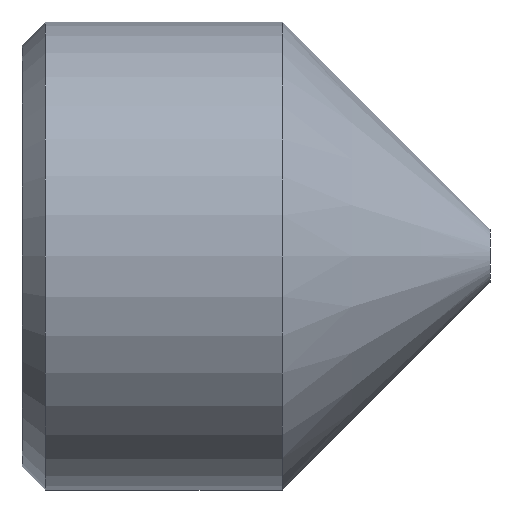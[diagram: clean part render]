
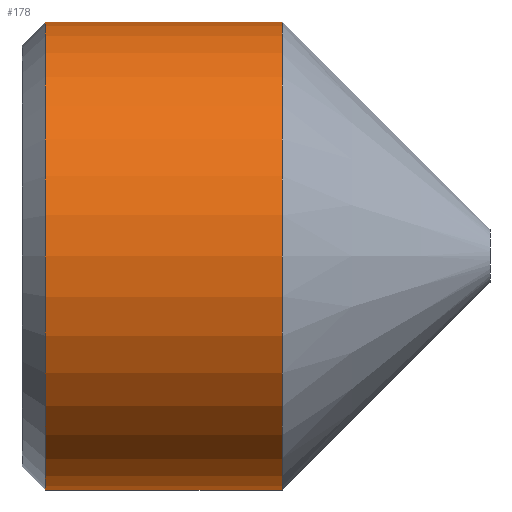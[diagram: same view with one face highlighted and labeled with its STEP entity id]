
A CAD part, front view. The second image highlights one B-rep face of the part: STEP entity #178.
In plain terms, the highlighted cylindrical face has radius 2 mm (diameter 4 mm), a partial arc.
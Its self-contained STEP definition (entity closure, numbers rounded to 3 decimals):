
#3 = CARTESIAN_POINT ( 'NONE',  ( 0., 0., 0. ) ) ;
#4 = LINE ( 'NONE', #380, #324 ) ;
#5 = EDGE_CURVE ( 'NONE', #196, #533, #21, .T. ) ;
#21 = CIRCLE ( 'NONE', #25, 2. ) ;
#25 = AXIS2_PLACEMENT_3D ( 'NONE', #511, #261, #74 ) ;
#47 = CARTESIAN_POINT ( 'NONE',  ( 2.225, 0., 2. ) ) ;
#59 = AXIS2_PLACEMENT_3D ( 'NONE', #104, #354, #67 ) ;
#62 = EDGE_CURVE ( 'NONE', #336, #533, #349, .T. ) ;
#67 = DIRECTION ( 'NONE',  ( 0., 0., 1. ) ) ;
#74 = DIRECTION ( 'NONE',  ( 0., 0., -1. ) ) ;
#81 = DIRECTION ( 'NONE',  ( 0., 0., -1. ) ) ;
#83 = DIRECTION ( 'NONE',  ( 1., 0., 0. ) ) ;
#104 = CARTESIAN_POINT ( 'NONE',  ( 0.2, 0., 0. ) ) ;
#109 = DIRECTION ( 'NONE',  ( 1., 0., 0. ) ) ;
#138 = CYLINDRICAL_SURFACE ( 'NONE', #500, 2. ) ;
#139 = VERTEX_POINT ( 'NONE', #297 ) ;
#140 = VECTOR ( 'NONE', #109, 1000. ) ;
#178 = ADVANCED_FACE ( 'NONE', ( #413 ), #138, .T. ) ;
#196 = VERTEX_POINT ( 'NONE', #47 ) ;
#203 = CIRCLE ( 'NONE', #59, 2. ) ;
#232 = CARTESIAN_POINT ( 'NONE',  ( 2.225, 0., -2. ) ) ;
#261 = DIRECTION ( 'NONE',  ( 1., 0., 0. ) ) ;
#268 = CARTESIAN_POINT ( 'NONE',  ( 0.2, 0., -2. ) ) ;
#269 = DIRECTION ( 'NONE',  ( 1., 0., 0. ) ) ;
#279 = ORIENTED_EDGE ( 'NONE', *, *, #295, .F. ) ;
#295 = EDGE_CURVE ( 'NONE', #139, #196, #4, .T. ) ;
#297 = CARTESIAN_POINT ( 'NONE',  ( 0.2, 0., 2. ) ) ;
#324 = VECTOR ( 'NONE', #269, 1000. ) ;
#336 = VERTEX_POINT ( 'NONE', #268 ) ;
#349 = LINE ( 'NONE', #528, #140 ) ;
#354 = DIRECTION ( 'NONE',  ( 1., 0., 0. ) ) ;
#372 = ORIENTED_EDGE ( 'NONE', *, *, #62, .T. ) ;
#380 = CARTESIAN_POINT ( 'NONE',  ( 0., 0., 2. ) ) ;
#413 = FACE_OUTER_BOUND ( 'NONE', #519, .T. ) ;
#435 = ORIENTED_EDGE ( 'NONE', *, *, #5, .F. ) ;
#496 = ORIENTED_EDGE ( 'NONE', *, *, #516, .T. ) ;
#500 = AXIS2_PLACEMENT_3D ( 'NONE', #3, #83, #81 ) ;
#511 = CARTESIAN_POINT ( 'NONE',  ( 2.225, 0., 0. ) ) ;
#516 = EDGE_CURVE ( 'NONE', #139, #336, #203, .T. ) ;
#519 = EDGE_LOOP ( 'NONE', ( #279, #496, #372, #435 ) ) ;
#528 = CARTESIAN_POINT ( 'NONE',  ( 0., 0., -2. ) ) ;
#533 = VERTEX_POINT ( 'NONE', #232 ) ;
